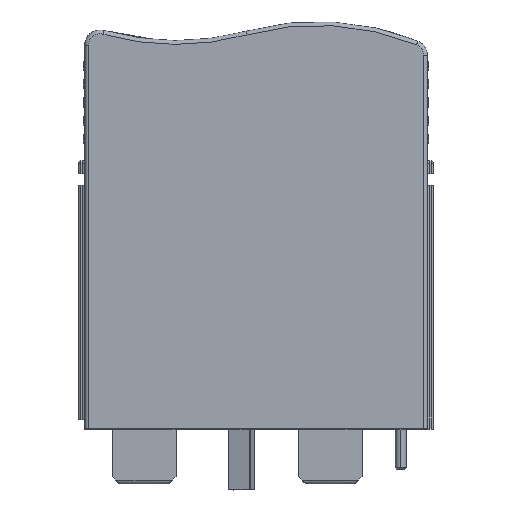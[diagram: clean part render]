
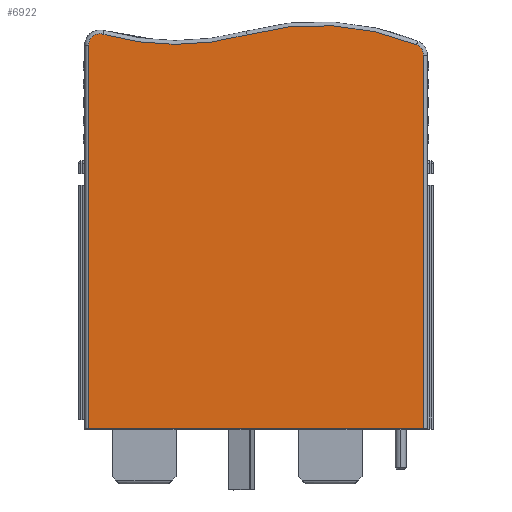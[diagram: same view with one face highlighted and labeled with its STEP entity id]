
A CAD part, top view. The second image highlights one B-rep face of the part: STEP entity #6922.
In plain terms, the highlighted face is planar.
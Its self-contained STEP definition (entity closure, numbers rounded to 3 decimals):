
#2545=CARTESIAN_POINT('',(-20.5,-8.9,50.377));
#2546=DIRECTION('',(0.,1.,0.));
#2547=DIRECTION('',(-1.,0.,0.));
#2548=AXIS2_PLACEMENT_3D('',#2545,#2546,#2547);
#2553=CARTESIAN_POINT('',(-10.5,-8.9,86.));
#2554=DIRECTION('',(0.,-1.,0.));
#2555=DIRECTION('',(-0.27,0.,-0.963));
#2556=AXIS2_PLACEMENT_3D('',#2553,#2554,#2555);
#2561=CARTESIAN_POINT('',(8.04,-8.9,18.5));
#2562=DIRECTION('',(0.,1.,0.));
#2563=DIRECTION('',(-0.267,0.,0.964));
#2564=AXIS2_PLACEMENT_3D('',#2561,#2562,#2563);
#2569=CARTESIAN_POINT('',(20.5,-8.9,49.057));
#2570=DIRECTION('',(0.,1.,0.));
#2571=DIRECTION('',(0.378,0.,0.926));
#2572=AXIS2_PLACEMENT_3D('',#2569,#2570,#2571);
#2577=DIRECTION('',(0.,0.,1.));
#2578=VECTOR('',#2577,49.057);
#2579=CARTESIAN_POINT('',(22.,-8.9,0.));
#2580=LINE('',#2579,#2578);
#2646=DIRECTION('',(1.,0.,0.));
#2647=VECTOR('',#2646,44.);
#2648=CARTESIAN_POINT('',(-22.,-8.9,0.));
#2649=LINE('',#2648,#2647);
#3252=DIRECTION('',(0.,0.,-1.));
#3253=VECTOR('',#3252,50.377);
#3254=CARTESIAN_POINT('',(-22.,-8.9,50.377));
#3255=LINE('',#3254,#3253);
#6309=CARTESIAN_POINT('',(22.,-8.9,0.));
#6310=CARTESIAN_POINT('',(22.,-8.9,49.057));
#6311=VERTEX_POINT('',#6309);
#6312=VERTEX_POINT('',#6310);
#6313=CARTESIAN_POINT('',(-22.,-8.9,0.));
#6314=VERTEX_POINT('',#6313);
#6315=CARTESIAN_POINT('',(-22.,-8.9,50.377));
#6316=VERTEX_POINT('',#6315);
#6317=CARTESIAN_POINT('',(-20.095,-8.9,51.821));
#6318=VERTEX_POINT('',#6317);
#6319=CARTESIAN_POINT('',(-1.156,-8.9,51.752));
#6320=VERTEX_POINT('',#6319);
#6321=CARTESIAN_POINT('',(21.066,-8.9,50.446));
#6322=VERTEX_POINT('',#6321);
#6901=CARTESIAN_POINT('',(0.,-8.9,0.));
#6902=DIRECTION('',(0.,1.,0.));
#6903=DIRECTION('',(-1.,0.,0.));
#6904=AXIS2_PLACEMENT_3D('',#6901,#6902,#6903);
#6905=PLANE('',#6904);
#6907=ORIENTED_EDGE('',*,*,#6906,.F.);
#6909=ORIENTED_EDGE('',*,*,#6908,.F.);
#6911=ORIENTED_EDGE('',*,*,#6910,.F.);
#6913=ORIENTED_EDGE('',*,*,#6912,.T.);
#6915=ORIENTED_EDGE('',*,*,#6914,.T.);
#6917=ORIENTED_EDGE('',*,*,#6916,.T.);
#6919=ORIENTED_EDGE('',*,*,#6918,.T.);
#6920=EDGE_LOOP('',(#6907,#6909,#6911,#6913,#6915,#6917,#6919));
#6921=FACE_OUTER_BOUND('',#6920,.F.);
#2549=CIRCLE('',#2548,1.5);
#2557=CIRCLE('',#2556,35.5);
#2565=CIRCLE('',#2564,34.5);
#2573=CIRCLE('',#2572,1.5);
#6906=EDGE_CURVE('',#6311,#6312,#2580,.T.);
#6908=EDGE_CURVE('',#6314,#6311,#2649,.T.);
#6910=EDGE_CURVE('',#6316,#6314,#3255,.T.);
#6912=EDGE_CURVE('',#6316,#6318,#2549,.T.);
#6914=EDGE_CURVE('',#6318,#6320,#2557,.T.);
#6916=EDGE_CURVE('',#6320,#6322,#2565,.T.);
#6918=EDGE_CURVE('',#6322,#6312,#2573,.T.);
#6922=ADVANCED_FACE('',(#6921),#6905,.F.);
